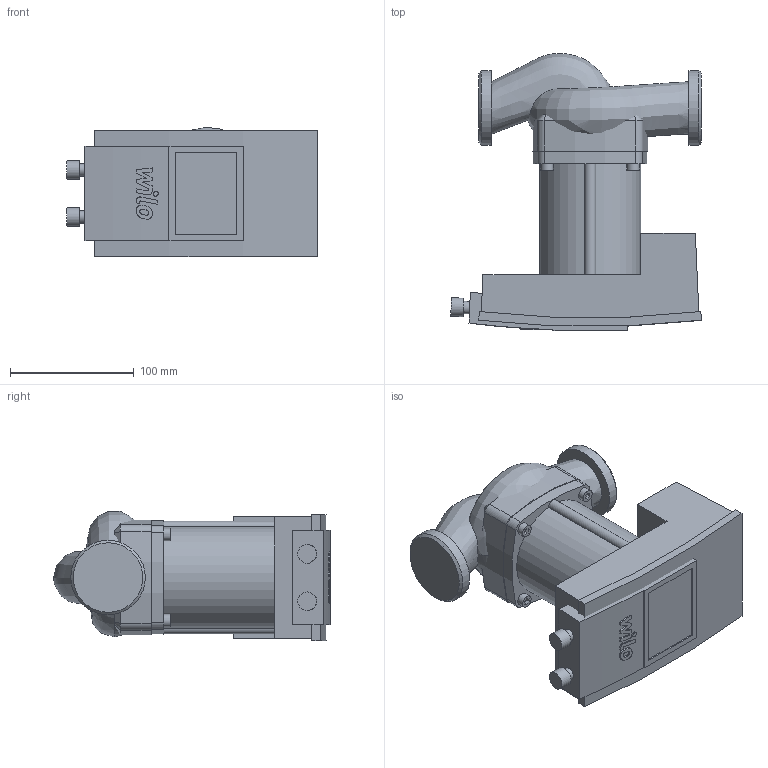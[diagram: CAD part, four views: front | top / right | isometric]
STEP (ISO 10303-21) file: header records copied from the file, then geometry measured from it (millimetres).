
FILE_DESCRIPTION(/* description */ (''),/* implementation_level */ '2;1');
FILE_NAME(/* name */ '3d_YonosMAXO-Z30_0_5-7PN10-2175540.stp',/* time_stamp */ '2017-09-25T15:09:54+02:00',/* author */ ('Andrzej'),/* organization */ (''),/* preprocessor_version */ 'ST-DEVELOPER v16.13',/* originating_system */ 'AutoCAD Mechanical',/* authorisation */ '');
FILE_SCHEMA (('AUTOMOTIVE_DESIGN { 1 0 10303 214 3 1 1 }'));
Length unit declared in the file: millimetre
Products named in the file (1): Product
Bounding box: 202.77 x 224.11 x 104.47 mm (x, y, z)
Volume: 2387108.1 mm3; surface area: 215525.1 mm2
Topology: 9 solids, 9 shells, 178 faces, 418 edges, 275 vertices
Faces by surface type: plane 104, cylinder 36, bspline 28, cone 10
Full cylindrical faces by diameter (mm): 10 x6, 15 x2, 60.3 x2
Entity records: 9840 total; most frequent: CARTESIAN_POINT 5869, ORIENTED_EDGE 812, DIRECTION 725, EDGE_CURVE 406, VERTEX_POINT 275, LINE 255, VECTOR 255, AXIS2_PLACEMENT_3D 235
